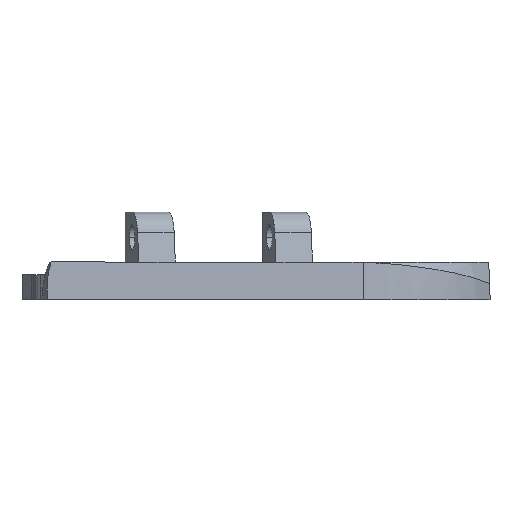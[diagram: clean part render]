
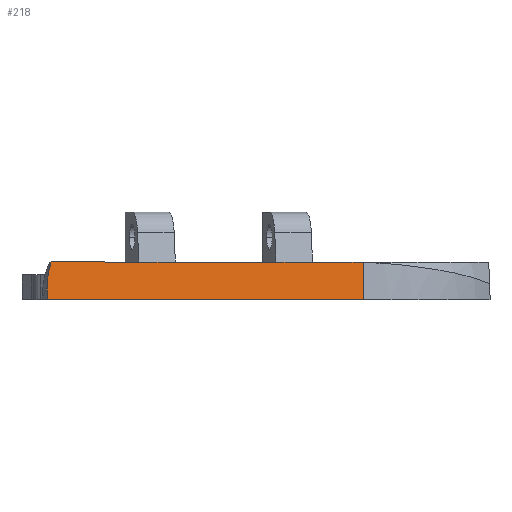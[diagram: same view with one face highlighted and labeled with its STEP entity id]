
A CAD part, top view. The second image highlights one B-rep face of the part: STEP entity #218.
In plain terms, the highlighted planar face has unit normal (0.217, 0, 0.976).
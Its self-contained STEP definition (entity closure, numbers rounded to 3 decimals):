
#1 = CARTESIAN_POINT ( 'NONE',  ( 8.234, 18.5, -1.83 ) ) ;
#3 = ORIENTED_EDGE ( 'NONE', *, *, #2089, .F. ) ;
#9 = EDGE_LOOP ( 'NONE', ( #139, #1869, #1118, #896, #1408, #2115, #3, #2180, #1563, #1850 ) ) ;
#81 = VECTOR ( 'NONE', #664, 1000. ) ;
#115 = CARTESIAN_POINT ( 'NONE',  ( 33.254, 18.493, -7.39 ) ) ;
#139 = ORIENTED_EDGE ( 'NONE', *, *, #2272, .F. ) ;
#159 = LINE ( 'NONE', #176, #1030 ) ;
#160 = CARTESIAN_POINT ( 'NONE',  ( 26.229, 18.5, -5.829 ) ) ;
#176 = CARTESIAN_POINT ( 'NONE',  ( 7.928, 36.501, -1.762 ) ) ;
#218 = ADVANCED_FACE ( 'NONE', ( #1990 ), #1414, .F. ) ;
#225 = CARTESIAN_POINT ( 'NONE',  ( 33.067, 18.5, -7.348 ) ) ;
#251 = VECTOR ( 'NONE', #1167, 1000. ) ;
#326 = VERTEX_POINT ( 'NONE', #1 ) ;
#329 = EDGE_CURVE ( 'NONE', #714, #1445, #159, .T. ) ;
#417 = CARTESIAN_POINT ( 'NONE',  ( 7.928, 16.423, -1.762 ) ) ;
#462 = CARTESIAN_POINT ( 'NONE',  ( 0., 18.5, 0. ) ) ;
#475 = EDGE_CURVE ( 'NONE', #793, #800, #604, .T. ) ;
#483 = LINE ( 'NONE', #2050, #1396 ) ;
#604 = LINE ( 'NONE', #943, #251 ) ;
#621 = EDGE_CURVE ( 'NONE', #1832, #1055, #1709, .T. ) ;
#622 = VERTEX_POINT ( 'NONE', #115 ) ;
#664 = DIRECTION ( 'NONE',  ( 0., -1., 0. ) ) ;
#686 = EDGE_CURVE ( 'NONE', #326, #800, #483, .T. ) ;
#714 = VERTEX_POINT ( 'NONE', #854 ) ;
#719 = CARTESIAN_POINT ( 'NONE',  ( 29.158, 18.5, -6.48 ) ) ;
#763 = CARTESIAN_POINT ( 'NONE',  ( 7.928, 16.423, -1.762 ) ) ;
#786 = DIRECTION ( 'NONE',  ( 0.976, 0., -0.217 ) ) ;
#793 = VERTEX_POINT ( 'NONE', #1075 ) ;
#800 = VERTEX_POINT ( 'NONE', #1057 ) ;
#806 = EDGE_CURVE ( 'NONE', #1832, #1748, #2110, .T. ) ;
#814 = AXIS2_PLACEMENT_3D ( 'NONE', #1067, #2146, #906 ) ;
#854 = CARTESIAN_POINT ( 'NONE',  ( 7.928, 15.5, -1.762 ) ) ;
#896 = ORIENTED_EDGE ( 'NONE', *, *, #1830, .F. ) ;
#906 = DIRECTION ( 'NONE',  ( -0.976, 0., 0.217 ) ) ;
#914 = DIRECTION ( 'NONE',  ( 0., 1., 0. ) ) ;
#924 = VECTOR ( 'NONE', #786, 1000. ) ;
#943 = CARTESIAN_POINT ( 'NONE',  ( 0., 18.5, 0. ) ) ;
#1030 = VECTOR ( 'NONE', #914, 1000. ) ;
#1047 = CARTESIAN_POINT ( 'NONE',  ( 33.254, 15.5, -7.39 ) ) ;
#1055 = VERTEX_POINT ( 'NONE', #1320 ) ;
#1057 = CARTESIAN_POINT ( 'NONE',  ( 15.249, 18.5, -3.389 ) ) ;
#1064 = VECTOR ( 'NONE', #1269, 1000. ) ;
#1067 = CARTESIAN_POINT ( 'NONE',  ( 0., 36.501, 0. ) ) ;
#1075 = CARTESIAN_POINT ( 'NONE',  ( 18.178, 18.5, -4.039 ) ) ;
#1097 = CARTESIAN_POINT ( 'NONE',  ( 0., 18.5, 0. ) ) ;
#1101 = CARTESIAN_POINT ( 'NONE',  ( 8.234, 18.5, -1.83 ) ) ;
#1118 = ORIENTED_EDGE ( 'NONE', *, *, #686, .F. ) ;
#1129 = DIRECTION ( 'NONE',  ( 0.976, 0., -0.217 ) ) ;
#1167 = DIRECTION ( 'NONE',  ( -0.976, 0., 0.217 ) ) ;
#1192 = DIRECTION ( 'NONE',  ( 0.976, 0., -0.217 ) ) ;
#1200 = DIRECTION ( 'NONE',  ( 0.976, 0., -0.217 ) ) ;
#1204 =( BOUNDED_CURVE ( )  B_SPLINE_CURVE ( 3, ( #763, #1435, #1973, #1101 ),
 .UNSPECIFIED., .F., .T. ) 
 B_SPLINE_CURVE_WITH_KNOTS ( ( 4, 4 ),
 ( 4.712, 5.04 ),
 .UNSPECIFIED. ) 
 CURVE ( )  GEOMETRIC_REPRESENTATION_ITEM ( )  RATIONAL_B_SPLINE_CURVE ( ( 1., 0.991, 0.991, 1. ) ) 
 REPRESENTATION_ITEM ( '' )  );
#1242 = CARTESIAN_POINT ( 'NONE',  ( 33.254, 18.493, -7.39 ) ) ;
#1269 = DIRECTION ( 'NONE',  ( -0.976, 0., 0.217 ) ) ;
#1281 = CARTESIAN_POINT ( 'NONE',  ( 32.974, 18.5, -7.327 ) ) ;
#1300 = LINE ( 'NONE', #1821, #924 ) ;
#1320 = CARTESIAN_POINT ( 'NONE',  ( 32.974, 18.5, -7.327 ) ) ;
#1396 = VECTOR ( 'NONE', #1200, 1000. ) ;
#1398 = LINE ( 'NONE', #1906, #81 ) ;
#1408 = ORIENTED_EDGE ( 'NONE', *, *, #329, .F. ) ;
#1414 = PLANE ( 'NONE',  #814 ) ;
#1435 = CARTESIAN_POINT ( 'NONE',  ( 7.928, 17.131, -1.762 ) ) ;
#1445 = VERTEX_POINT ( 'NONE', #417 ) ;
#1458 = CARTESIAN_POINT ( 'NONE',  ( 33.161, 18.498, -7.369 ) ) ;
#1475 = VECTOR ( 'NONE', #1192, 1000. ) ;
#1478 = VERTEX_POINT ( 'NONE', #1047 ) ;
#1495 = LINE ( 'NONE', #1854, #2206 ) ;
#1563 = ORIENTED_EDGE ( 'NONE', *, *, #621, .F. ) ;
#1686 = B_SPLINE_CURVE_WITH_KNOTS ( 'NONE', 3,
 ( #1281, #225, #1458, #1242 ),
 .UNSPECIFIED., .F., .F.,
 ( 4, 4 ),
 ( 0., 1. ),
 .UNSPECIFIED. ) ;
#1709 = LINE ( 'NONE', #462, #1475 ) ;
#1748 = VERTEX_POINT ( 'NONE', #160 ) ;
#1821 = CARTESIAN_POINT ( 'NONE',  ( 0., 18.5, 0. ) ) ;
#1830 = EDGE_CURVE ( 'NONE', #1445, #326, #1204, .T. ) ;
#1832 = VERTEX_POINT ( 'NONE', #719 ) ;
#1850 = ORIENTED_EDGE ( 'NONE', *, *, #806, .T. ) ;
#1854 = CARTESIAN_POINT ( 'NONE',  ( 7.928, 15.5, -1.762 ) ) ;
#1869 = ORIENTED_EDGE ( 'NONE', *, *, #475, .T. ) ;
#1906 = CARTESIAN_POINT ( 'NONE',  ( 33.254, 36.5, -7.39 ) ) ;
#1935 = EDGE_CURVE ( 'NONE', #714, #1478, #1495, .T. ) ;
#1973 = CARTESIAN_POINT ( 'NONE',  ( 8.031, 17.83, -1.785 ) ) ;
#1990 = FACE_OUTER_BOUND ( 'NONE', #9, .T. ) ;
#2050 = CARTESIAN_POINT ( 'NONE',  ( 0., 18.5, 0. ) ) ;
#2089 = EDGE_CURVE ( 'NONE', #622, #1478, #1398, .T. ) ;
#2110 = LINE ( 'NONE', #1097, #1064 ) ;
#2115 = ORIENTED_EDGE ( 'NONE', *, *, #1935, .T. ) ;
#2146 = DIRECTION ( 'NONE',  ( -0.217, 0., -0.976 ) ) ;
#2180 = ORIENTED_EDGE ( 'NONE', *, *, #2213, .F. ) ;
#2206 = VECTOR ( 'NONE', #1129, 1000. ) ;
#2213 = EDGE_CURVE ( 'NONE', #1055, #622, #1686, .T. ) ;
#2272 = EDGE_CURVE ( 'NONE', #793, #1748, #1300, .T. ) ;
